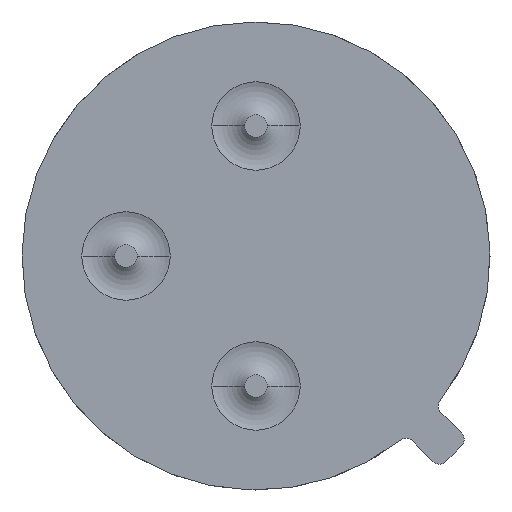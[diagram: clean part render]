
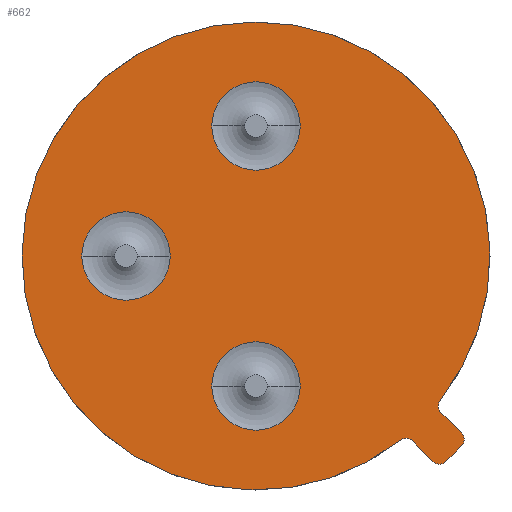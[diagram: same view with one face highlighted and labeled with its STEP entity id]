
A CAD part, front view. The second image highlights one B-rep face of the part: STEP entity #662.
In plain terms, the highlighted planar face has unit normal (0, -1, 0).
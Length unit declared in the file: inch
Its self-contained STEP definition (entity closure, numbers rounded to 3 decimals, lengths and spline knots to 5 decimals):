
#140=CARTESIAN_POINT('',(0.,0.,0.));
#141=DIRECTION('',(0.,-1.,0.));
#142=DIRECTION('',(0.787,0.,-0.617));
#143=AXIS2_PLACEMENT_3D('',#140,#141,#142);
#156=CARTESIAN_POINT('',(0.,0.,0.1));
#157=DIRECTION('',(0.,-1.,0.));
#158=DIRECTION('',(0.,0.,1.));
#159=AXIS2_PLACEMENT_3D('',#156,#157,#158);
#164=CARTESIAN_POINT('',(0.,0.,0.1));
#165=DIRECTION('',(0.,-1.,0.));
#166=DIRECTION('',(0.,0.,-1.));
#167=AXIS2_PLACEMENT_3D('',#164,#165,#166);
#172=CARTESIAN_POINT('',(-0.1,0.,0.));
#173=DIRECTION('',(0.,-1.,0.));
#174=DIRECTION('',(-1.,0.,0.));
#175=AXIS2_PLACEMENT_3D('',#172,#173,#174);
#180=CARTESIAN_POINT('',(-0.1,0.,0.));
#181=DIRECTION('',(0.,-1.,0.));
#182=DIRECTION('',(1.,0.,0.));
#183=AXIS2_PLACEMENT_3D('',#180,#181,#182);
#188=CARTESIAN_POINT('',(0.,0.,-0.1));
#189=DIRECTION('',(0.,-1.,0.));
#190=DIRECTION('',(0.,0.,-1.));
#191=AXIS2_PLACEMENT_3D('',#188,#189,#190);
#196=CARTESIAN_POINT('',(0.,0.,-0.1));
#197=DIRECTION('',(0.,-1.,0.));
#198=DIRECTION('',(0.,0.,1.));
#199=AXIS2_PLACEMENT_3D('',#196,#197,#198);
#204=DIRECTION('',(0.707,0.,-0.707));
#205=VECTOR('',#204,0.02236);
#206=CARTESIAN_POINT('',(0.14223,0.,-0.12031));
#207=LINE('',#206,#205);
#211=DIRECTION('',(-0.707,0.,-0.707));
#212=VECTOR('',#211,0.017);
#213=CARTESIAN_POINT('',(0.15804,0.,-0.14602));
#214=LINE('',#213,#212);
#218=DIRECTION('',(-0.707,0.,0.707));
#219=VECTOR('',#218,0.02236);
#220=CARTESIAN_POINT('',(0.13612,0.,-0.15804));
#221=LINE('',#220,#219);
#344=CARTESIAN_POINT('',(0.14718,0.,-0.11536));
#345=DIRECTION('',(0.,1.,0.));
#346=DIRECTION('',(-0.707,0.,-0.707));
#347=AXIS2_PLACEMENT_3D('',#344,#345,#346);
#374=CARTESIAN_POINT('',(0.15309,0.,-0.14107));
#375=DIRECTION('',(0.,-1.,0.));
#376=DIRECTION('',(0.707,0.,-0.707));
#377=AXIS2_PLACEMENT_3D('',#374,#375,#376);
#404=CARTESIAN_POINT('',(0.14107,0.,-0.15309));
#405=DIRECTION('',(0.,-1.,0.));
#406=DIRECTION('',(-0.707,0.,-0.707));
#407=AXIS2_PLACEMENT_3D('',#404,#405,#406);
#449=CARTESIAN_POINT('',(0.11536,0.,-0.14718));
#450=DIRECTION('',(0.,-1.,0.));
#451=DIRECTION('',(0.707,0.,0.707));
#452=AXIS2_PLACEMENT_3D('',#449,#450,#451);
#461=CARTESIAN_POINT('',(0.,0.,-0.134));
#462=CARTESIAN_POINT('',(0.,0.,-0.066));
#463=VERTEX_POINT('',#461);
#464=VERTEX_POINT('',#462);
#465=CARTESIAN_POINT('',(-0.134,0.,0.));
#466=CARTESIAN_POINT('',(-0.066,0.,0.));
#467=VERTEX_POINT('',#465);
#468=VERTEX_POINT('',#466);
#469=CARTESIAN_POINT('',(0.,0.,0.134));
#470=CARTESIAN_POINT('',(0.,0.,0.066));
#471=VERTEX_POINT('',#469);
#472=VERTEX_POINT('',#470);
#473=CARTESIAN_POINT('',(0.14223,0.,-0.12031));
#475=VERTEX_POINT('',#473);
#477=CARTESIAN_POINT('',(0.14167,0.,-0.11104));
#479=VERTEX_POINT('',#477);
#481=CARTESIAN_POINT('',(0.15804,0.,-0.14602));
#483=VERTEX_POINT('',#481);
#485=CARTESIAN_POINT('',(0.15804,0.,-0.13612));
#487=VERTEX_POINT('',#485);
#489=CARTESIAN_POINT('',(0.13612,0.,-0.15804));
#491=VERTEX_POINT('',#489);
#493=CARTESIAN_POINT('',(0.14602,0.,-0.15804));
#495=VERTEX_POINT('',#493);
#497=CARTESIAN_POINT('',(0.12031,0.,-0.14223));
#499=VERTEX_POINT('',#497);
#501=CARTESIAN_POINT('',(0.11104,0.,-0.14167));
#503=VERTEX_POINT('',#501);
#622=CARTESIAN_POINT('',(0.,0.,0.));
#623=DIRECTION('',(0.,1.,0.));
#624=DIRECTION('',(1.,0.,0.));
#625=AXIS2_PLACEMENT_3D('',#622,#623,#624);
#626=PLANE('',#625);
#627=ORIENTED_EDGE('',*,*,#612,.F.);
#629=ORIENTED_EDGE('',*,*,#628,.F.);
#631=ORIENTED_EDGE('',*,*,#630,.T.);
#633=ORIENTED_EDGE('',*,*,#632,.F.);
#635=ORIENTED_EDGE('',*,*,#634,.T.);
#637=ORIENTED_EDGE('',*,*,#636,.F.);
#639=ORIENTED_EDGE('',*,*,#638,.T.);
#641=ORIENTED_EDGE('',*,*,#640,.T.);
#642=EDGE_LOOP('',(#627,#629,#631,#633,#635,#637,#639,#641));
#643=FACE_OUTER_BOUND('',#642,.F.);
#645=ORIENTED_EDGE('',*,*,#644,.T.);
#647=ORIENTED_EDGE('',*,*,#646,.T.);
#648=EDGE_LOOP('',(#645,#647));
#649=FACE_BOUND('',#648,.F.);
#651=ORIENTED_EDGE('',*,*,#650,.T.);
#653=ORIENTED_EDGE('',*,*,#652,.T.);
#654=EDGE_LOOP('',(#651,#653));
#655=FACE_BOUND('',#654,.F.);
#657=ORIENTED_EDGE('',*,*,#656,.T.);
#659=ORIENTED_EDGE('',*,*,#658,.T.);
#660=EDGE_LOOP('',(#657,#659));
#661=FACE_BOUND('',#660,.F.);
#662=ADVANCED_FACE('',(#643,#649,#655,#661),#626,.F.);
#144=CIRCLE('',#143,0.18);
#160=CIRCLE('',#159,0.034);
#168=CIRCLE('',#167,0.034);
#176=CIRCLE('',#175,0.034);
#184=CIRCLE('',#183,0.034);
#192=CIRCLE('',#191,0.034);
#200=CIRCLE('',#199,0.034);
#348=CIRCLE('',#347,0.007);
#378=CIRCLE('',#377,0.007);
#408=CIRCLE('',#407,0.007);
#453=CIRCLE('',#452,0.007);
#612=EDGE_CURVE('',#479,#503,#144,.T.);
#628=EDGE_CURVE('',#475,#479,#348,.T.);
#630=EDGE_CURVE('',#475,#487,#207,.T.);
#632=EDGE_CURVE('',#483,#487,#378,.T.);
#634=EDGE_CURVE('',#483,#495,#214,.T.);
#636=EDGE_CURVE('',#491,#495,#408,.T.);
#638=EDGE_CURVE('',#491,#499,#221,.T.);
#640=EDGE_CURVE('',#499,#503,#453,.T.);
#644=EDGE_CURVE('',#471,#472,#160,.T.);
#646=EDGE_CURVE('',#472,#471,#168,.T.);
#650=EDGE_CURVE('',#467,#468,#176,.T.);
#652=EDGE_CURVE('',#468,#467,#184,.T.);
#656=EDGE_CURVE('',#463,#464,#192,.T.);
#658=EDGE_CURVE('',#464,#463,#200,.T.);
